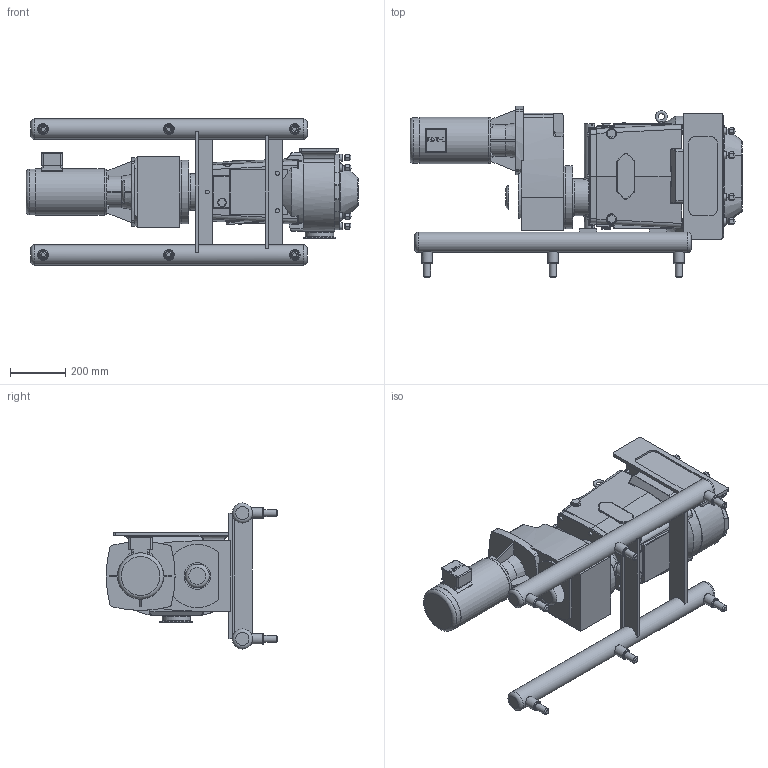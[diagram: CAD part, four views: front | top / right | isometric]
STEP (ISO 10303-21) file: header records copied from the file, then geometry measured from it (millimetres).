
FILE_DESCRIPTION(/* description */ (''),/* implementation_level */ '2;1');
FILE_NAME(/* name */ 'U2_224U2_145TC_(4.06 x 11.25)x4_S-Line_2HP_SM..stp',/* time_stamp */ '2020-10-20T15:44:37+05:00',/* author */ ('trtmhr'),/* organization */ (''),/* preprocessor_version */ 'ST-DEVELOPER v17',/* originating_system */ 'Autodesk Inventor 2018',/* authorisation */ '');
FILE_SCHEMA (('AUTOMOTIVE_DESIGN { 1 0 10303 214 3 1 1 }'));
Length unit declared in the file: inch
Products named in the file (1): U2_224U2_145TC_(4.06 x 11.25)x4_S-Line_2HP_SM.
Bounding box: 1205.36 x 623.11 x 530.23 mm (x, y, z)
Volume: 84009051.3 mm3; surface area: 2581169 mm2
Topology: 6 solids, 6 shells, 1081 faces, 2769 edges, 1768 vertices
Faces by surface type: plane 492, cylinder 291, bspline 140, torus 92, cone 40, sphere 26
Full cylindrical faces by diameter (mm): 5.08 x1, 12.395 x5, 12.7 x4, 14.3 x3, 19.05 x8, 25.4 x14, 30.48 x1, 38.1 x6, 101.6 x1, 102.946 x1, 119.024 x1, 133.35 x1, 165.989 x1, 166.116 x1, 168.402 x1, 229.997 x1, 230.124 x1
Entity records: 37592 total; most frequent: CARTESIAN_POINT 11311, ORIENTED_EDGE 5518, DIRECTION 5409, EDGE_CURVE 2759, AXIS2_PLACEMENT_3D 2003, VERTEX_POINT 1768, LINE 1403, VECTOR 1403
